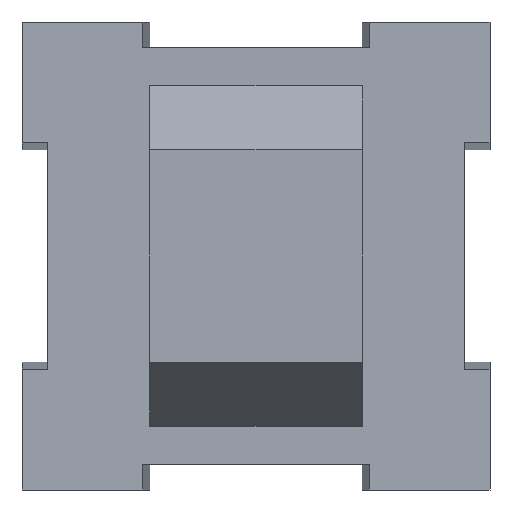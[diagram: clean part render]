
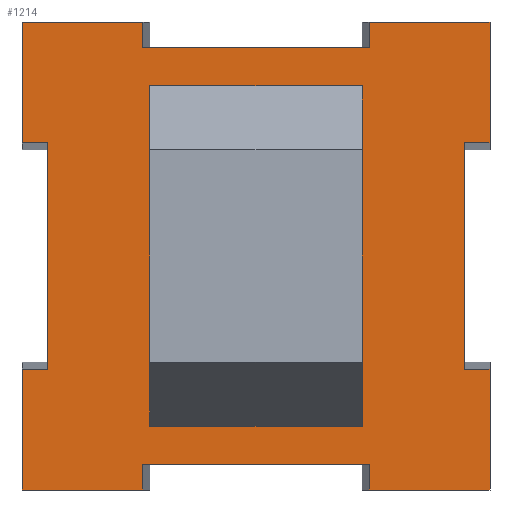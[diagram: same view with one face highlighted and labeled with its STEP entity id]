
A CAD part, front view. The second image highlights one B-rep face of the part: STEP entity #1214.
In plain terms, the highlighted planar face has unit normal (0, -1, 0).
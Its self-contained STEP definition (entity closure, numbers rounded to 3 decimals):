
#37=CIRCLE('',#1292,5.);
#38=CIRCLE('',#1293,5.);
#118=ORIENTED_EDGE('',*,*,#477,.F.);
#119=ORIENTED_EDGE('',*,*,#478,.T.);
#120=ORIENTED_EDGE('',*,*,#423,.F.);
#121=ORIENTED_EDGE('',*,*,#479,.F.);
#122=ORIENTED_EDGE('',*,*,#480,.T.);
#123=ORIENTED_EDGE('',*,*,#481,.F.);
#124=ORIENTED_EDGE('',*,*,#482,.F.);
#125=ORIENTED_EDGE('',*,*,#483,.F.);
#126=ORIENTED_EDGE('',*,*,#466,.T.);
#127=ORIENTED_EDGE('',*,*,#484,.F.);
#128=ORIENTED_EDGE('',*,*,#485,.T.);
#129=ORIENTED_EDGE('',*,*,#486,.T.);
#130=ORIENTED_EDGE('',*,*,#476,.T.);
#131=ORIENTED_EDGE('',*,*,#487,.T.);
#132=ORIENTED_EDGE('',*,*,#488,.F.);
#133=ORIENTED_EDGE('',*,*,#489,.F.);
#134=ORIENTED_EDGE('',*,*,#490,.T.);
#135=ORIENTED_EDGE('',*,*,#491,.T.);
#136=ORIENTED_EDGE('',*,*,#492,.F.);
#137=ORIENTED_EDGE('',*,*,#493,.F.);
#138=ORIENTED_EDGE('',*,*,#494,.T.);
#139=ORIENTED_EDGE('',*,*,#409,.T.);
#140=ORIENTED_EDGE('',*,*,#495,.T.);
#141=ORIENTED_EDGE('',*,*,#496,.T.);
#142=ORIENTED_EDGE('',*,*,#413,.F.);
#143=ORIENTED_EDGE('',*,*,#416,.F.);
#409=EDGE_CURVE('',#587,#589,#705,.T.);
#413=EDGE_CURVE('',#593,#591,#709,.T.);
#416=EDGE_CURVE('',#596,#593,#712,.T.);
#423=EDGE_CURVE('',#602,#603,#719,.T.);
#466=EDGE_CURVE('',#646,#644,#761,.T.);
#476=EDGE_CURVE('',#651,#655,#769,.T.);
#477=EDGE_CURVE('',#656,#657,#770,.T.);
#478=EDGE_CURVE('',#656,#603,#771,.T.);
#479=EDGE_CURVE('',#658,#602,#772,.T.);
#480=EDGE_CURVE('',#658,#659,#773,.T.);
#481=EDGE_CURVE('',#660,#659,#774,.T.);
#482=EDGE_CURVE('',#661,#660,#775,.T.);
#483=EDGE_CURVE('',#646,#661,#776,.T.);
#484=EDGE_CURVE('',#662,#644,#777,.T.);
#485=EDGE_CURVE('',#662,#663,#778,.T.);
#486=EDGE_CURVE('',#663,#651,#779,.T.);
#487=EDGE_CURVE('',#655,#664,#780,.T.);
#488=EDGE_CURVE('',#665,#664,#781,.T.);
#489=EDGE_CURVE('',#666,#665,#782,.T.);
#490=EDGE_CURVE('',#666,#667,#783,.T.);
#491=EDGE_CURVE('',#667,#668,#784,.T.);
#492=EDGE_CURVE('',#669,#668,#785,.T.);
#493=EDGE_CURVE('',#657,#669,#786,.T.);
#494=EDGE_CURVE('',#596,#587,#37,.T.);
#495=EDGE_CURVE('',#589,#670,#787,.T.);
#496=EDGE_CURVE('',#670,#591,#38,.T.);
#587=VERTEX_POINT('',#1680);
#589=VERTEX_POINT('',#1684);
#591=VERTEX_POINT('',#1689);
#593=VERTEX_POINT('',#1693);
#596=VERTEX_POINT('',#1700);
#602=VERTEX_POINT('',#1715);
#603=VERTEX_POINT('',#1716);
#644=VERTEX_POINT('',#1803);
#646=VERTEX_POINT('',#1806);
#651=VERTEX_POINT('',#1817);
#655=VERTEX_POINT('',#1825);
#656=VERTEX_POINT('',#1829);
#657=VERTEX_POINT('',#1830);
#658=VERTEX_POINT('',#1833);
#659=VERTEX_POINT('',#1835);
#660=VERTEX_POINT('',#1837);
#661=VERTEX_POINT('',#1839);
#662=VERTEX_POINT('',#1842);
#663=VERTEX_POINT('',#1844);
#664=VERTEX_POINT('',#1847);
#665=VERTEX_POINT('',#1849);
#666=VERTEX_POINT('',#1851);
#667=VERTEX_POINT('',#1853);
#668=VERTEX_POINT('',#1855);
#669=VERTEX_POINT('',#1857);
#670=VERTEX_POINT('',#1861);
#705=LINE('',#1685,#869);
#709=LINE('',#1694,#873);
#712=LINE('',#1701,#876);
#719=LINE('',#1714,#883);
#761=LINE('',#1805,#925);
#769=LINE('',#1826,#933);
#770=LINE('',#1828,#934);
#771=LINE('',#1831,#935);
#772=LINE('',#1832,#936);
#773=LINE('',#1834,#937);
#774=LINE('',#1836,#938);
#775=LINE('',#1838,#939);
#776=LINE('',#1840,#940);
#777=LINE('',#1841,#941);
#778=LINE('',#1843,#942);
#779=LINE('',#1845,#943);
#780=LINE('',#1846,#944);
#781=LINE('',#1848,#945);
#782=LINE('',#1850,#946);
#783=LINE('',#1852,#947);
#784=LINE('',#1854,#948);
#785=LINE('',#1856,#949);
#786=LINE('',#1858,#950);
#787=LINE('',#1860,#951);
#869=VECTOR('',#1363,1000.);
#873=VECTOR('',#1369,1000.);
#876=VECTOR('',#1374,1000.);
#883=VECTOR('',#1383,1000.);
#925=VECTOR('',#1435,1000.);
#933=VECTOR('',#1449,1000.);
#934=VECTOR('',#1452,1000.);
#935=VECTOR('',#1453,1000.);
#936=VECTOR('',#1454,1000.);
#937=VECTOR('',#1455,1000.);
#938=VECTOR('',#1456,1000.);
#939=VECTOR('',#1457,1000.);
#940=VECTOR('',#1458,1000.);
#941=VECTOR('',#1459,1000.);
#942=VECTOR('',#1460,1000.);
#943=VECTOR('',#1461,1000.);
#944=VECTOR('',#1462,1000.);
#945=VECTOR('',#1463,1000.);
#946=VECTOR('',#1464,1000.);
#947=VECTOR('',#1465,1000.);
#948=VECTOR('',#1466,1000.);
#949=VECTOR('',#1467,1000.);
#950=VECTOR('',#1468,1000.);
#951=VECTOR('',#1471,1000.);
#1039=EDGE_LOOP('',(#118,#119,#120,#121,#122,#123,#124,#125,#126,#127,#128,
#129,#130,#131,#132,#133,#134,#135,#136,#137));
#1040=EDGE_LOOP('',(#138,#139,#140,#141,#142,#143));
#1101=FACE_BOUND('',#1039,.T.);
#1102=FACE_BOUND('',#1040,.T.);
#1163=PLANE('',#1291);
#1214=ADVANCED_FACE('',(#1101,#1102),#1163,.F.);
#1291=AXIS2_PLACEMENT_3D('',#1827,#1450,#1451);
#1292=AXIS2_PLACEMENT_3D('',#1859,#1469,#1470);
#1293=AXIS2_PLACEMENT_3D('',#1862,#1472,#1473);
#1363=DIRECTION('',(-1.,0.,0.));
#1369=DIRECTION('',(-1.,0.,0.));
#1374=DIRECTION('',(0.,0.,1.));
#1383=DIRECTION('',(0.,0.,-1.));
#1435=DIRECTION('',(0.,0.,-1.));
#1449=DIRECTION('',(0.,0.,-1.));
#1450=DIRECTION('',(0.,1.,0.));
#1451=DIRECTION('',(0.,0.,1.));
#1452=DIRECTION('',(0.,0.,-1.));
#1453=DIRECTION('',(1.,0.,0.));
#1454=DIRECTION('',(1.,0.,0.));
#1455=DIRECTION('',(0.,0.,-1.));
#1456=DIRECTION('',(1.,0.,0.));
#1457=DIRECTION('',(0.,0.,-1.));
#1458=DIRECTION('',(1.,0.,0.));
#1459=DIRECTION('',(-1.,0.,0.));
#1460=DIRECTION('',(0.,0.,-1.));
#1461=DIRECTION('',(-1.,0.,0.));
#1462=DIRECTION('',(1.,0.,0.));
#1463=DIRECTION('',(0.,0.,-1.));
#1464=DIRECTION('',(-1.,0.,0.));
#1465=DIRECTION('',(0.,0.,-1.));
#1466=DIRECTION('',(1.,0.,0.));
#1467=DIRECTION('',(0.,0.,-1.));
#1468=DIRECTION('',(1.,0.,0.));
#1469=DIRECTION('',(0.,1.,0.));
#1470=DIRECTION('',(1.,0.,0.));
#1471=DIRECTION('',(0.,0.,1.));
#1472=DIRECTION('',(0.,1.,0.));
#1473=DIRECTION('',(1.,0.,0.));
#1680=CARTESIAN_POINT('',(0.,0.,-5.));
#1684=CARTESIAN_POINT('',(-5.,0.,-5.));
#1685=CARTESIAN_POINT('',(5.,0.,-5.));
#1689=CARTESIAN_POINT('',(0.,0.,5.));
#1693=CARTESIAN_POINT('',(5.,0.,5.));
#1694=CARTESIAN_POINT('',(5.,0.,5.));
#1700=CARTESIAN_POINT('',(5.,0.,0.));
#1701=CARTESIAN_POINT('',(5.,0.,-5.));
#1714=CARTESIAN_POINT('',(11.,0.,11.));
#1715=CARTESIAN_POINT('',(11.,0.,11.));
#1716=CARTESIAN_POINT('',(11.,0.,5.314));
#1803=CARTESIAN_POINT('',(-11.,0.,5.314));
#1805=CARTESIAN_POINT('',(-11.,0.,11.));
#1806=CARTESIAN_POINT('',(-11.,0.,11.));
#1817=CARTESIAN_POINT('',(-11.,0.,-5.314));
#1825=CARTESIAN_POINT('',(-11.,0.,-11.));
#1826=CARTESIAN_POINT('',(-11.,0.,11.));
#1827=CARTESIAN_POINT('',(-11.,0.,11.));
#1828=CARTESIAN_POINT('',(9.8,0.,5.314));
#1829=CARTESIAN_POINT('',(9.8,0.,5.314));
#1830=CARTESIAN_POINT('',(9.8,0.,-5.314));
#1831=CARTESIAN_POINT('',(9.8,0.,5.314));
#1832=CARTESIAN_POINT('',(5.314,0.,11.));
#1833=CARTESIAN_POINT('',(5.314,0.,11.));
#1834=CARTESIAN_POINT('',(5.314,0.,11.));
#1835=CARTESIAN_POINT('',(5.314,0.,9.8));
#1836=CARTESIAN_POINT('',(-9.8,0.,9.8));
#1837=CARTESIAN_POINT('',(-5.314,0.,9.8));
#1838=CARTESIAN_POINT('',(-5.314,0.,11.));
#1839=CARTESIAN_POINT('',(-5.314,0.,11.));
#1840=CARTESIAN_POINT('',(-11.,0.,11.));
#1841=CARTESIAN_POINT('',(-9.8,0.,5.314));
#1842=CARTESIAN_POINT('',(-9.8,0.,5.314));
#1843=CARTESIAN_POINT('',(-9.8,0.,5.314));
#1844=CARTESIAN_POINT('',(-9.8,0.,-5.314));
#1845=CARTESIAN_POINT('',(-9.8,0.,-5.314));
#1846=CARTESIAN_POINT('',(-11.,0.,-11.));
#1847=CARTESIAN_POINT('',(-5.314,0.,-11.));
#1848=CARTESIAN_POINT('',(-5.314,0.,11.));
#1849=CARTESIAN_POINT('',(-5.314,0.,-9.8));
#1850=CARTESIAN_POINT('',(9.8,0.,-9.8));
#1851=CARTESIAN_POINT('',(5.314,0.,-9.8));
#1852=CARTESIAN_POINT('',(5.314,0.,11.));
#1853=CARTESIAN_POINT('',(5.314,0.,-11.));
#1854=CARTESIAN_POINT('',(5.314,0.,-11.));
#1855=CARTESIAN_POINT('',(11.,0.,-11.));
#1856=CARTESIAN_POINT('',(11.,0.,11.));
#1857=CARTESIAN_POINT('',(11.,0.,-5.314));
#1858=CARTESIAN_POINT('',(9.8,0.,-5.314));
#1859=CARTESIAN_POINT('',(0.,0.,0.));
#1860=CARTESIAN_POINT('',(-5.,0.,-5.));
#1861=CARTESIAN_POINT('',(-5.,0.,0.));
#1862=CARTESIAN_POINT('',(0.,0.,0.));
